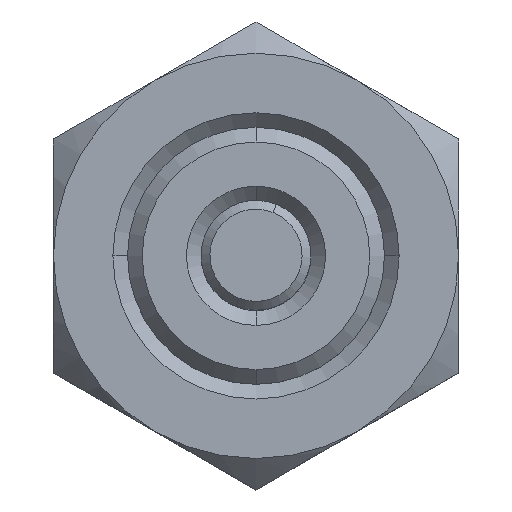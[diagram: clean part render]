
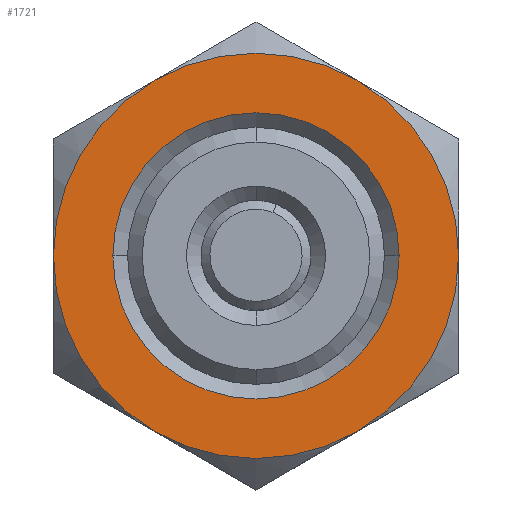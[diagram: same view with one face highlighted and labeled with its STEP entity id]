
A CAD part, top view. The second image highlights one B-rep face of the part: STEP entity #1721.
In plain terms, the highlighted planar face has unit normal (0, 0, 1).
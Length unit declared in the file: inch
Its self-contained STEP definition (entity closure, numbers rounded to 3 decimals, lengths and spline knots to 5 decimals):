
#2 = EDGE_CURVE ( 'NONE', #2695, #720, #104, .T. ) ;
#22 = DIRECTION ( 'NONE',  ( 0., 0., 1. ) ) ;
#33 = EDGE_CURVE ( 'NONE', #2229, #1666, #689, .T. ) ;
#49 = AXIS2_PLACEMENT_3D ( 'NONE', #2243, #912, #2472 ) ;
#53 = DIRECTION ( 'NONE',  ( 1., 0., 0. ) ) ;
#104 = CIRCLE ( 'NONE', #2473, 0.345 ) ;
#143 = CARTESIAN_POINT ( 'NONE',  ( 0.345, 0., 0.125 ) ) ;
#205 = CARTESIAN_POINT ( 'NONE',  ( -0.1725, 0.29878, 0.125 ) ) ;
#235 = CARTESIAN_POINT ( 'NONE',  ( 0., 0., 0.125 ) ) ;
#238 = ORIENTED_EDGE ( 'NONE', *, *, #1786, .T. ) ;
#249 = DIRECTION ( 'NONE',  ( 1., 0., 0. ) ) ;
#270 = ORIENTED_EDGE ( 'NONE', *, *, #1206, .T. ) ;
#273 = EDGE_CURVE ( 'NONE', #667, #2019, #741, .T. ) ;
#302 = VERTEX_POINT ( 'NONE', #2882 ) ;
#450 = CARTESIAN_POINT ( 'NONE',  ( -0.345, 0., 0.125 ) ) ;
#459 = DIRECTION ( 'NONE',  ( 1., 0., 0. ) ) ;
#472 = EDGE_CURVE ( 'NONE', #1607, #2695, #2671, .T. ) ;
#517 = AXIS2_PLACEMENT_3D ( 'NONE', #1171, #2746, #1391 ) ;
#524 = CARTESIAN_POINT ( 'NONE',  ( 0., 0., 0.125 ) ) ;
#621 = ORIENTED_EDGE ( 'NONE', *, *, #2, .T. ) ;
#628 = FACE_BOUND ( 'NONE', #1212, .T. ) ;
#659 = CARTESIAN_POINT ( 'NONE',  ( -0.1725, -0.29878, 0.125 ) ) ;
#665 = CARTESIAN_POINT ( 'NONE',  ( 0., 0., 0.125 ) ) ;
#667 = VERTEX_POINT ( 'NONE', #143 ) ;
#689 = CIRCLE ( 'NONE', #49, 0.24375 ) ;
#720 = VERTEX_POINT ( 'NONE', #659 ) ;
#733 = CARTESIAN_POINT ( 'NONE',  ( 0.1725, 0.29878, 0.125 ) ) ;
#738 = DIRECTION ( 'NONE',  ( 1., 0., 0. ) ) ;
#741 = CIRCLE ( 'NONE', #2731, 0.345 ) ;
#881 = DIRECTION ( 'NONE',  ( 1., 0., 0. ) ) ;
#899 = AXIS2_PLACEMENT_3D ( 'NONE', #235, #1761, #459 ) ;
#912 = DIRECTION ( 'NONE',  ( 0., 0., -1. ) ) ;
#967 = AXIS2_PLACEMENT_3D ( 'NONE', #1051, #2622, #1267 ) ;
#1051 = CARTESIAN_POINT ( 'NONE',  ( 0., 0., 0.125 ) ) ;
#1171 = CARTESIAN_POINT ( 'NONE',  ( 0., 0., 0.125 ) ) ;
#1206 = EDGE_CURVE ( 'NONE', #302, #667, #2052, .T. ) ;
#1212 = EDGE_LOOP ( 'NONE', ( #2798, #2510 ) ) ;
#1266 = DIRECTION ( 'NONE',  ( 0., 0., 1. ) ) ;
#1267 = DIRECTION ( 'NONE',  ( 1., 0., 0. ) ) ;
#1269 = CIRCLE ( 'NONE', #2507, 0.345 ) ;
#1349 = DIRECTION ( 'NONE',  ( 0., 0., 1. ) ) ;
#1391 = DIRECTION ( 'NONE',  ( 1., 0., 0. ) ) ;
#1567 = ORIENTED_EDGE ( 'NONE', *, *, #472, .T. ) ;
#1607 = VERTEX_POINT ( 'NONE', #205 ) ;
#1666 = VERTEX_POINT ( 'NONE', #2812 ) ;
#1721 = ADVANCED_FACE ( 'NONE', ( #628, #2398 ), #1922, .T. ) ;
#1761 = DIRECTION ( 'NONE',  ( 0., 0., 1. ) ) ;
#1786 = EDGE_CURVE ( 'NONE', #2019, #1607, #1269, .T. ) ;
#1887 = AXIS2_PLACEMENT_3D ( 'NONE', #2152, #1266, #2425 ) ;
#1922 = PLANE ( 'NONE',  #1887 ) ;
#1984 = CIRCLE ( 'NONE', #899, 0.345 ) ;
#2019 = VERTEX_POINT ( 'NONE', #733 ) ;
#2052 = CIRCLE ( 'NONE', #967, 0.345 ) ;
#2061 = DIRECTION ( 'NONE',  ( 0., 0., -1. ) ) ;
#2152 = CARTESIAN_POINT ( 'NONE',  ( -0.345, 0.19919, 0.125 ) ) ;
#2168 = EDGE_CURVE ( 'NONE', #1666, #2229, #2733, .T. ) ;
#2212 = DIRECTION ( 'NONE',  ( 0., 0., 1. ) ) ;
#2229 = VERTEX_POINT ( 'NONE', #2308 ) ;
#2243 = CARTESIAN_POINT ( 'NONE',  ( 0., 0., 0.125 ) ) ;
#2259 = CARTESIAN_POINT ( 'NONE',  ( 0., 0., 0.125 ) ) ;
#2269 = ORIENTED_EDGE ( 'NONE', *, *, #2725, .T. ) ;
#2308 = CARTESIAN_POINT ( 'NONE',  ( 0.24375, 0., 0.125 ) ) ;
#2398 = FACE_OUTER_BOUND ( 'NONE', #2514, .T. ) ;
#2414 = AXIS2_PLACEMENT_3D ( 'NONE', #524, #2061, #738 ) ;
#2425 = DIRECTION ( 'NONE',  ( 1., 0., 0. ) ) ;
#2472 = DIRECTION ( 'NONE',  ( 1., 0., 0. ) ) ;
#2473 = AXIS2_PLACEMENT_3D ( 'NONE', #2259, #22, #249 ) ;
#2507 = AXIS2_PLACEMENT_3D ( 'NONE', #2711, #1349, #53 ) ;
#2510 = ORIENTED_EDGE ( 'NONE', *, *, #2168, .T. ) ;
#2514 = EDGE_LOOP ( 'NONE', ( #270, #2832, #238, #1567, #621, #2269 ) ) ;
#2622 = DIRECTION ( 'NONE',  ( 0., 0., 1. ) ) ;
#2671 = CIRCLE ( 'NONE', #517, 0.345 ) ;
#2695 = VERTEX_POINT ( 'NONE', #450 ) ;
#2711 = CARTESIAN_POINT ( 'NONE',  ( 0., 0., 0.125 ) ) ;
#2725 = EDGE_CURVE ( 'NONE', #720, #302, #1984, .T. ) ;
#2731 = AXIS2_PLACEMENT_3D ( 'NONE', #665, #2212, #881 ) ;
#2733 = CIRCLE ( 'NONE', #2414, 0.24375 ) ;
#2746 = DIRECTION ( 'NONE',  ( 0., 0., 1. ) ) ;
#2798 = ORIENTED_EDGE ( 'NONE', *, *, #33, .T. ) ;
#2812 = CARTESIAN_POINT ( 'NONE',  ( -0.24375, 0., 0.125 ) ) ;
#2832 = ORIENTED_EDGE ( 'NONE', *, *, #273, .T. ) ;
#2882 = CARTESIAN_POINT ( 'NONE',  ( 0.1725, -0.29878, 0.125 ) ) ;
